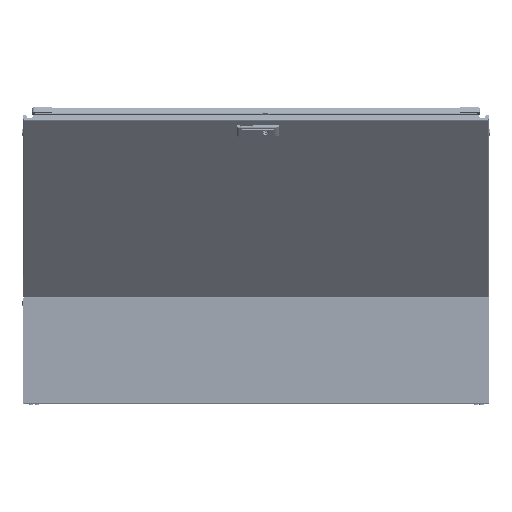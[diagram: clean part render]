
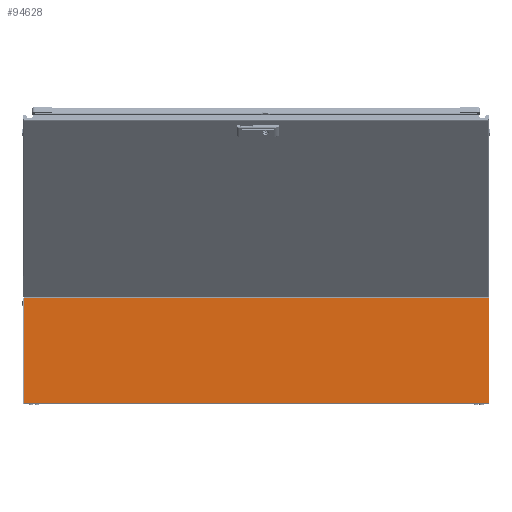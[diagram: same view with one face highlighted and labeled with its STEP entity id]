
A CAD part, front view. The second image highlights one B-rep face of the part: STEP entity #94628.
In plain terms, the highlighted planar face has unit normal (0, -1, 0).
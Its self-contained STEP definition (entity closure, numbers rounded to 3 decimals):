
#22840 = VECTOR ( 'NONE', #36764, 1000. ) ;
#22841 = VECTOR ( 'NONE', #36793, 1000. ) ;
#22845 = VECTOR ( 'NONE', #36838, 1000. ) ;
#22846 = VECTOR ( 'NONE', #36854, 1000. ) ;
#36730 = LINE ( 'NONE', #36783, #22841 ) ;
#36752 = LINE ( 'NONE', #36760, #22840 ) ;
#36760 = CARTESIAN_POINT ( 'NONE',  ( -598.5, -600., 0. ) ) ;
#36764 = DIRECTION ( 'NONE',  ( 0., 0., -1. ) ) ;
#36783 = CARTESIAN_POINT ( 'NONE',  ( 598.5, -600., 272. ) ) ;
#36793 = DIRECTION ( 'NONE',  ( 0., 0., 1. ) ) ;
#36827 = LINE ( 'NONE', #36834, #22845 ) ;
#36834 = CARTESIAN_POINT ( 'NONE',  ( 598.5, -600., 271.9 ) ) ;
#36838 = DIRECTION ( 'NONE',  ( -1., 0., 0. ) ) ;
#36842 = LINE ( 'NONE', #36850, #22846 ) ;
#36850 = CARTESIAN_POINT ( 'NONE',  ( -598.5, -600., 1.5 ) ) ;
#36854 = DIRECTION ( 'NONE',  ( -1., 0., 0. ) ) ;
#79970 = CARTESIAN_POINT ( 'NONE',  ( 598.5, -600., 1.5 ) ) ;
#79985 = CARTESIAN_POINT ( 'NONE',  ( -598.5, -600., 271.9 ) ) ;
#79987 = CARTESIAN_POINT ( 'NONE',  ( 598.5, -600., 271.9 ) ) ;
#79991 = CARTESIAN_POINT ( 'NONE',  ( -598.5, -600., 1.5 ) ) ;
#83572 = CARTESIAN_POINT ( 'NONE',  ( -598.5, -600., 272. ) ) ;
#83580 = FACE_OUTER_BOUND ( 'NONE', #90302, .T. ) ;
#83581 = PLANE ( 'NONE',  #85296 ) ;
#83583 = DIRECTION ( 'NONE',  ( 0., 1., 0. ) ) ;
#83584 = DIRECTION ( 'NONE',  ( 0., 0., 1. ) ) ;
#85296 = AXIS2_PLACEMENT_3D ( 'NONE', #83572, #83583, #83584 ) ;
#86773 = EDGE_CURVE ( 'NONE', #113278, #113281, #36752, .T. ) ;
#86775 = EDGE_CURVE ( 'NONE', #113270, #113279, #36730, .T. ) ;
#86778 = EDGE_CURVE ( 'NONE', #113279, #113278, #36827, .T. ) ;
#86779 = EDGE_CURVE ( 'NONE', #113270, #113281, #36842, .T. ) ;
#90302 = EDGE_LOOP ( 'NONE', ( #91278, #91279, #91280, #91281 ) ) ;
#91278 = ORIENTED_EDGE ( 'NONE', *, *, #86778, .T. ) ;
#91279 = ORIENTED_EDGE ( 'NONE', *, *, #86773, .T. ) ;
#91280 = ORIENTED_EDGE ( 'NONE', *, *, #86779, .F. ) ;
#91281 = ORIENTED_EDGE ( 'NONE', *, *, #86775, .T. ) ;
#94628 = ADVANCED_FACE ( 'NONE', ( #83580 ), #83581, .F. ) ;
#113270 = VERTEX_POINT ( 'NONE', #79970 ) ;
#113278 = VERTEX_POINT ( 'NONE', #79985 ) ;
#113279 = VERTEX_POINT ( 'NONE', #79987 ) ;
#113281 = VERTEX_POINT ( 'NONE', #79991 ) ;
